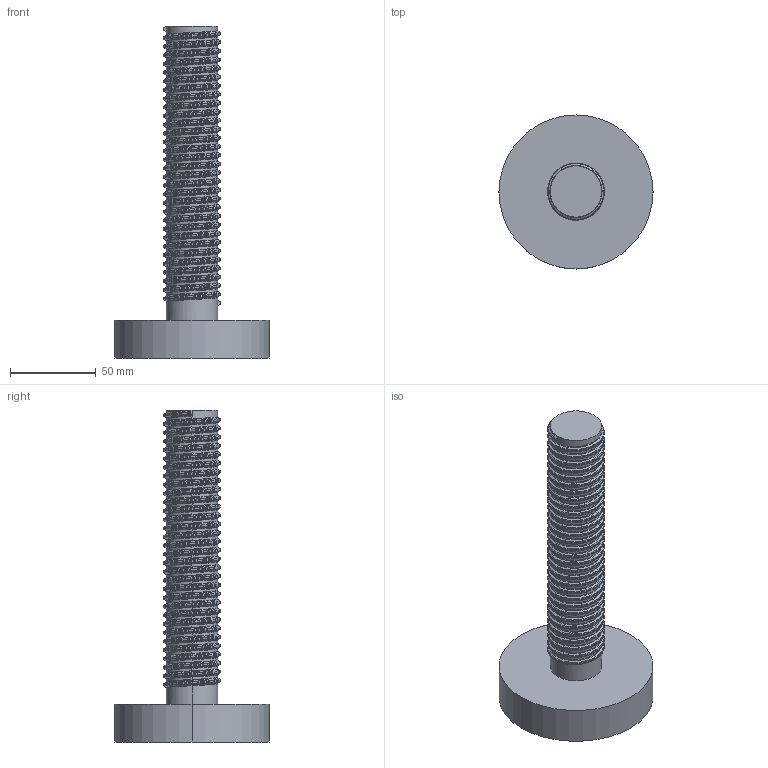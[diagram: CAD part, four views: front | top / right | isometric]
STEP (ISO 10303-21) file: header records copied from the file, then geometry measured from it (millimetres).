
FILE_DESCRIPTION (( 'STEP AP203' ), '1' );
FILE_NAME ('Base.STEP', '2025-06-14T13:26:33', ( '' ), ( '' ), 'SwSTEP 2.0', 'SolidWorks 2023', '' );
FILE_SCHEMA (( 'CONFIG_CONTROL_DESIGN' ));
Products named in the file (1): Base
Bounding box: 90 x 90 x 194 mm (x, y, z)
Volume: 271694.6 mm3; surface area: 40614.9 mm2
Topology: 1 solids, 1 shells, 78 faces, 222 edges, 147 vertices
Faces by surface type: cylinder 66, bspline 7, plane 5
Entity records: 27437 total; most frequent: CARTESIAN_POINT 25697, ORIENTED_EDGE 444, DIRECTION 235, EDGE_CURVE 222, VERTEX_POINT 147, AXIS2_PLACEMENT_3D 82, EDGE_LOOP 79, FACE_OUTER_BOUND 78
